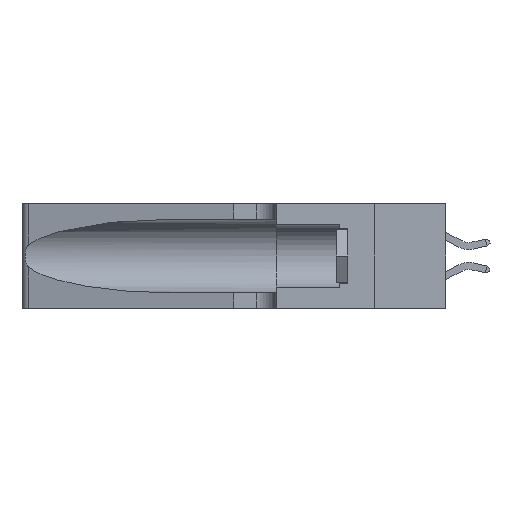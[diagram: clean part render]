
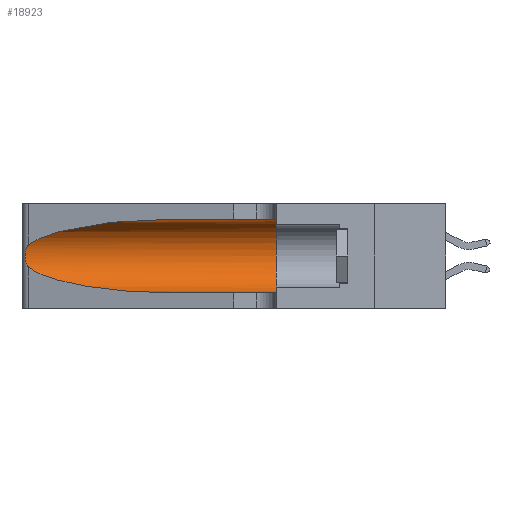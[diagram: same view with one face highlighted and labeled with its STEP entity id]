
A CAD part, left-side view. The second image highlights one B-rep face of the part: STEP entity #18923.
In plain terms, the highlighted cylindrical face has radius 3.308 mm (diameter 6.617 mm), a partial arc.
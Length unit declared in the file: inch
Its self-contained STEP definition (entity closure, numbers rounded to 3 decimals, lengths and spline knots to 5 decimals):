
#266 =( BOUNDED_CURVE ( )  B_SPLINE_CURVE ( 3, ( #12676, #18183, #3374, #16388 ),
 .UNSPECIFIED., .F., .F. ) 
 B_SPLINE_CURVE_WITH_KNOTS ( ( 4, 4 ),
 ( 3.44316, 4.71239 ),
 .UNSPECIFIED. ) 
 CURVE ( )  GEOMETRIC_REPRESENTATION_ITEM ( )  RATIONAL_B_SPLINE_CURVE ( ( 1., 0.87, 0.87, 1. ) ) 
 REPRESENTATION_ITEM ( '' )  );
#847 = CIRCLE ( 'NONE', #5454, 0.13025 ) ;
#1491 = EDGE_CURVE ( 'NONE', #5499, #15330, #3465, .T. ) ;
#2116 = DIRECTION ( 'NONE',  ( 0., 0., -1. ) ) ;
#2824 = CARTESIAN_POINT ( 'NONE',  ( 0.1305, 0.72297, 0.05475 ) ) ;
#3033 = VERTEX_POINT ( 'NONE', #5464 ) ;
#3374 = CARTESIAN_POINT ( 'NONE',  ( 0.18966, 0.96281, 0.05475 ) ) ;
#3465 = B_SPLINE_CURVE_WITH_KNOTS ( 'NONE', 3,
 ( #15923, #19007, #19092, #15996, #16080, #19589, #19426, #21193, #11755, #23366, #23630, #23780, #7143, #15411 ),
 .UNSPECIFIED., .F., .F.,
 ( 4, 2, 2, 2, 2, 2, 4 ),
 ( 0., 0.00027, 0.00053, 0.00107, 0.0016, 0.00187, 0.00214 ),
 .UNSPECIFIED. ) ;
#4162 = LINE ( 'NONE', #4191, #8609 ) ;
#4191 = CARTESIAN_POINT ( 'NONE',  ( 0.1305, 1.61858, 0.05475 ) ) ;
#4274 = CARTESIAN_POINT ( 'NONE',  ( 0.25487, 1.22718, 0.14631 ) ) ;
#4671 = CARTESIAN_POINT ( 'NONE',  ( 0.18966, 0.96281, 0.31525 ) ) ;
#5454 = AXIS2_PLACEMENT_3D ( 'NONE', #11250, #24180, #13108 ) ;
#5464 = CARTESIAN_POINT ( 'NONE',  ( 0.1305, 0.35, 0.31525 ) ) ;
#5499 = VERTEX_POINT ( 'NONE', #10239 ) ;
#5520 = VERTEX_POINT ( 'NONE', #2824 ) ;
#5751 = ORIENTED_EDGE ( 'NONE', *, *, #13893, .F. ) ;
#6575 = CARTESIAN_POINT ( 'NONE',  ( 0.2373, 1.15595, 0.28018 ) ) ;
#7143 = CARTESIAN_POINT ( 'NONE',  ( 0.25555, 1.22993, 0.14849 ) ) ;
#8609 = VECTOR ( 'NONE', #13446, 39.37008 ) ;
#8623 = FACE_OUTER_BOUND ( 'NONE', #21498, .T. ) ;
#9284 = ORIENTED_EDGE ( 'NONE', *, *, #20898, .F. ) ;
#9621 = CARTESIAN_POINT ( 'NONE',  ( 0.1305, 0.72297, 0.31525 ) ) ;
#10239 = CARTESIAN_POINT ( 'NONE',  ( 0.25487, 1.22718, 0.22369 ) ) ;
#10542 = LINE ( 'NONE', #16822, #19805 ) ;
#10751 = ORIENTED_EDGE ( 'NONE', *, *, #1491, .T. ) ;
#10889 = EDGE_CURVE ( 'NONE', #15330, #5520, #266, .T. ) ;
#11025 = ORIENTED_EDGE ( 'NONE', *, *, #16255, .T. ) ;
#11250 = CARTESIAN_POINT ( 'NONE',  ( 0.1305, 0.35, 0.185 ) ) ;
#11755 = CARTESIAN_POINT ( 'NONE',  ( 0.26017, 1.23833, 0.17102 ) ) ;
#12674 = VERTEX_POINT ( 'NONE', #9621 ) ;
#12676 = CARTESIAN_POINT ( 'NONE',  ( 0.25487, 1.22718, 0.14631 ) ) ;
#13108 = DIRECTION ( 'NONE',  ( 0., 0., 1. ) ) ;
#13355 = CARTESIAN_POINT ( 'NONE',  ( 0.1305, 1.61858, 0.185 ) ) ;
#13425 = CARTESIAN_POINT ( 'NONE',  ( 0.1305, 0.35, 0.05475 ) ) ;
#13446 = DIRECTION ( 'NONE',  ( 0., -1., 0. ) ) ;
#13893 = EDGE_CURVE ( 'NONE', #3033, #18956, #847, .T. ) ;
#14675 =( BOUNDED_CURVE ( )  B_SPLINE_CURVE ( 3, ( #15799, #4671, #6575, #19539 ),
 .UNSPECIFIED., .F., .F. ) 
 B_SPLINE_CURVE_WITH_KNOTS ( ( 4, 4 ),
 ( 1.5708, 2.84003 ),
 .UNSPECIFIED. ) 
 CURVE ( )  GEOMETRIC_REPRESENTATION_ITEM ( )  RATIONAL_B_SPLINE_CURVE ( ( 1., 0.87, 0.87, 1. ) ) 
 REPRESENTATION_ITEM ( '' )  );
#15297 = EDGE_CURVE ( 'NONE', #5520, #18956, #4162, .T. ) ;
#15330 = VERTEX_POINT ( 'NONE', #4274 ) ;
#15411 = CARTESIAN_POINT ( 'NONE',  ( 0.25487, 1.22718, 0.14631 ) ) ;
#15799 = CARTESIAN_POINT ( 'NONE',  ( 0.1305, 0.72297, 0.31525 ) ) ;
#15923 = CARTESIAN_POINT ( 'NONE',  ( 0.25487, 1.22718, 0.22369 ) ) ;
#15924 = AXIS2_PLACEMENT_3D ( 'NONE', #13355, #18862, #2116 ) ;
#15996 = CARTESIAN_POINT ( 'NONE',  ( 0.25787, 1.23484, 0.2124 ) ) ;
#16080 = CARTESIAN_POINT ( 'NONE',  ( 0.25854, 1.2359, 0.20912 ) ) ;
#16255 = EDGE_CURVE ( 'NONE', #12674, #5499, #14675, .T. ) ;
#16388 = CARTESIAN_POINT ( 'NONE',  ( 0.1305, 0.72297, 0.05475 ) ) ;
#16822 = CARTESIAN_POINT ( 'NONE',  ( 0.1305, 1.61858, 0.31525 ) ) ;
#16899 = DIRECTION ( 'NONE',  ( 0., -1., 0. ) ) ;
#18183 = CARTESIAN_POINT ( 'NONE',  ( 0.2373, 1.15595, 0.08982 ) ) ;
#18862 = DIRECTION ( 'NONE',  ( 0., -1., 0. ) ) ;
#18923 = ADVANCED_FACE ( 'NONE', ( #8623 ), #22732, .F. ) ;
#18956 = VERTEX_POINT ( 'NONE', #13425 ) ;
#19007 = CARTESIAN_POINT ( 'NONE',  ( 0.25555, 1.22994, 0.2215 ) ) ;
#19092 = CARTESIAN_POINT ( 'NONE',  ( 0.25639, 1.23184, 0.21858 ) ) ;
#19426 = CARTESIAN_POINT ( 'NONE',  ( 0.26075, 1.23896, 0.19203 ) ) ;
#19539 = CARTESIAN_POINT ( 'NONE',  ( 0.25487, 1.22718, 0.22369 ) ) ;
#19589 = CARTESIAN_POINT ( 'NONE',  ( 0.26018, 1.23835, 0.19895 ) ) ;
#19805 = VECTOR ( 'NONE', #16899, 39.37008 ) ;
#20898 = EDGE_CURVE ( 'NONE', #12674, #3033, #10542, .T. ) ;
#21008 = ORIENTED_EDGE ( 'NONE', *, *, #15297, .T. ) ;
#21193 = CARTESIAN_POINT ( 'NONE',  ( 0.26075, 1.23896, 0.178 ) ) ;
#21498 = EDGE_LOOP ( 'NONE', ( #11025, #10751, #22422, #21008, #5751, #9284 ) ) ;
#22422 = ORIENTED_EDGE ( 'NONE', *, *, #10889, .T. ) ;
#22732 = CYLINDRICAL_SURFACE ( 'NONE', #15924, 0.13025 ) ;
#23366 = CARTESIAN_POINT ( 'NONE',  ( 0.25856, 1.23593, 0.16098 ) ) ;
#23630 = CARTESIAN_POINT ( 'NONE',  ( 0.25789, 1.23486, 0.15765 ) ) ;
#23780 = CARTESIAN_POINT ( 'NONE',  ( 0.25639, 1.23186, 0.15144 ) ) ;
#24180 = DIRECTION ( 'NONE',  ( 0., 1., 0. ) ) ;
